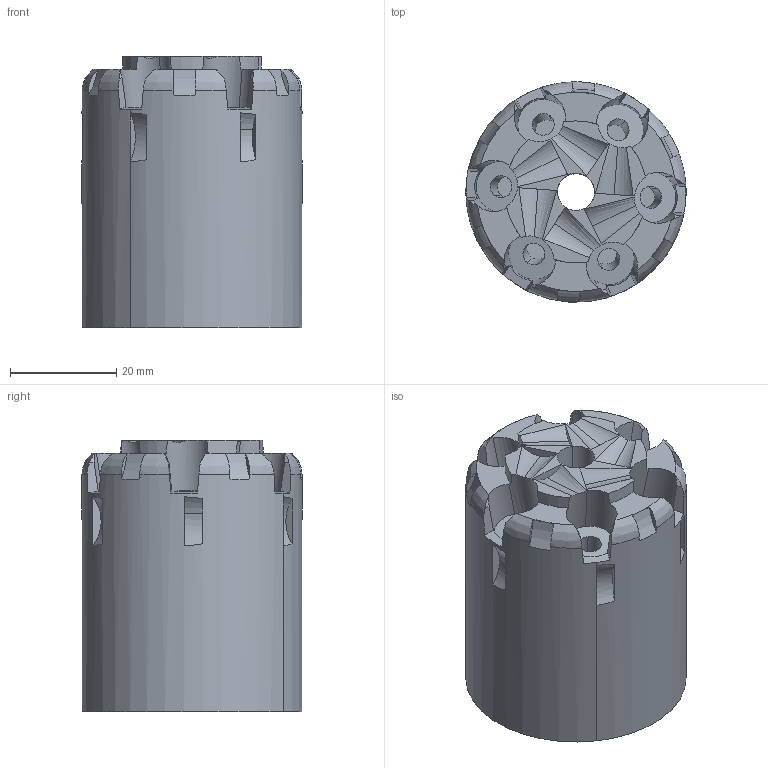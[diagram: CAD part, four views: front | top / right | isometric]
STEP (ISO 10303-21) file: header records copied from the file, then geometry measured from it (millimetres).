
FILE_DESCRIPTION (( 'STEP AP214' ), '1' );
FILE_NAME ('Cylinder_inner_piston.44.STEP', '2018-11-10T21:43:18', ( '' ), ( '' ), 'SwSTEP 2.0', 'SolidWorks 2018', '' );
FILE_SCHEMA (( 'AUTOMOTIVE_DESIGN' ));
Length unit declared in the file: millimetre
Products named in the file (5): Piston.44; Inner_cylinder.44.SLDASM; Cylinder 1858; 5mm; Cylinder_inner_piston.44
Assembly tree (13 placements, depth 2):
  5mm
  Cylinder_inner_piston.44
    Cylinder 1858
    Inner_cylinder.44.SLDASM  x6
    Piston.44  x6
Bounding box: 41.4 x 41.38 x 51 mm (x, y, z)
Volume: 49799.4 mm3; surface area: 30555.9 mm2
Topology: 13 solids, 13 shells, 294 faces, 724 edges, 484 vertices
Faces by surface type: cylinder 136, plane 122, bspline 24, cone 12
Entity records: 12342 total; most frequent: CARTESIAN_POINT 5716, ORIENTED_EDGE 1088, DIRECTION 690, EDGE_CURVE 544, VERTEX_POINT 364, B_SPLINE_CURVE_WITH_KNOTS 290, AXIS2_PLACEMENT_3D 279, EDGE_LOOP 228
